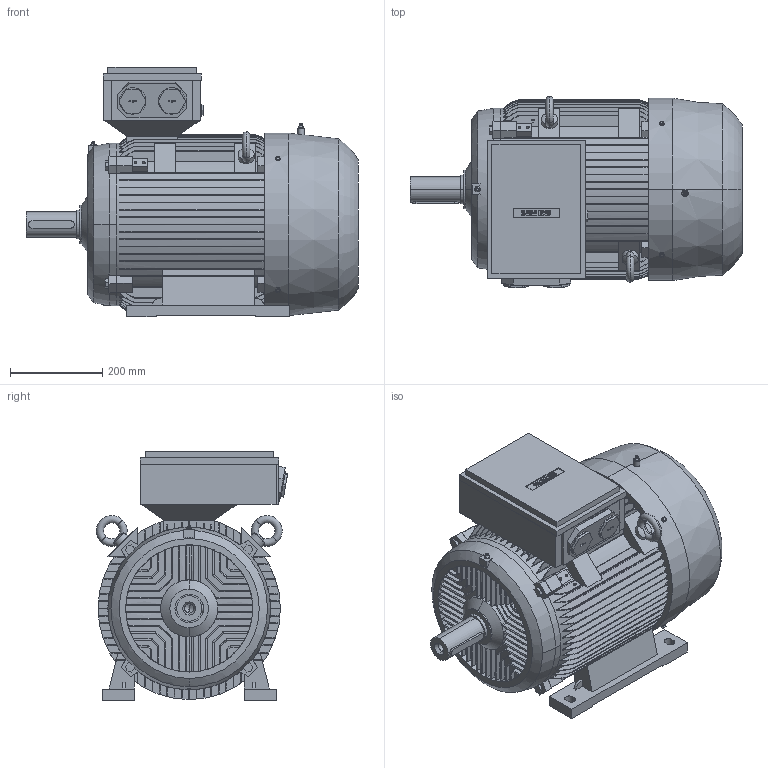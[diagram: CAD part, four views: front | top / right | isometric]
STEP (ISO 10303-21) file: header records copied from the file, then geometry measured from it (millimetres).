
FILE_DESCRIPTION(('STEP AP214'),'1');
FILE_NAME('cctmp_E87C978C-FEBA-4F87-8F0F-DFCFC7D19C7C_2023_06_26_14_27_43_0100..stp','2023-06-26T12:27:44',('SIEMENS A&D'),('CADClick - www.CADClick.com'),'Spatial InterOp 3D',' ','unknown authorization');
FILE_SCHEMA(('AUTOMOTIVE_DESIGN'));
Length unit declared in the file: millimetre
Products named in the file (1): 1
Bounding box: 721 x 415.54 x 541 mm (x, y, z)
Volume: 71637259.4 mm3; surface area: 2095298 mm2
Topology: 1 solids, 1 shells, 1394 faces, 3929 edges, 2584 vertices
Faces by surface type: plane 860, cylinder 306, torus 188, cone 40
Entity records: 68354 total; most frequent: CARTESIAN_POINT 22172, ORIENTED_EDGE 7854, DIRECTION 6651, EDGE_CURVE 3927, VERTEX_POINT 2584, AXIS2_PLACEMENT_3D 2224, LINE 2203, VECTOR 2203
